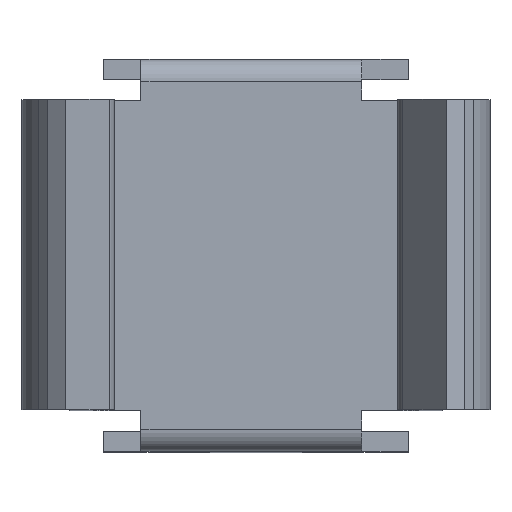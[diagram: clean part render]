
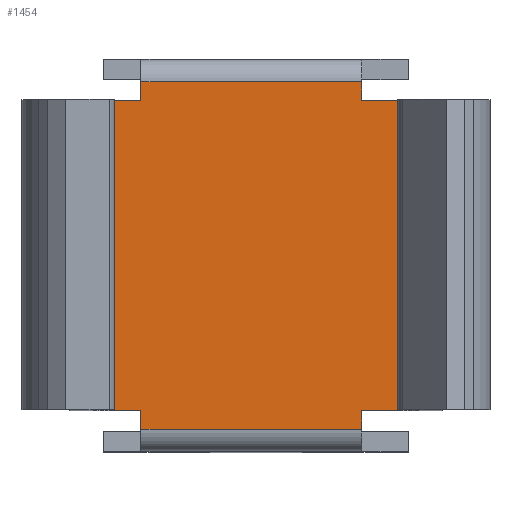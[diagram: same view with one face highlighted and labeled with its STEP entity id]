
A CAD part, top view. The second image highlights one B-rep face of the part: STEP entity #1454.
In plain terms, the highlighted planar face has unit normal (0, 0, 1).
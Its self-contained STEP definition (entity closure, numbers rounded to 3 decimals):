
#97=FACE_OUTER_BOUND('',#167,.T.);
#167=EDGE_LOOP('',(#1118,#1119,#1120,#1121,#1122,#1123,#1124,#1125,#1126,
#1127,#1128,#1129));
#267=LINE('',#2124,#439);
#271=LINE('',#2134,#443);
#274=LINE('',#2144,#446);
#280=LINE('',#2159,#452);
#283=LINE('',#2166,#455);
#303=LINE('',#2229,#475);
#347=LINE('',#2337,#519);
#348=LINE('',#2340,#520);
#349=LINE('',#2341,#521);
#350=LINE('',#2342,#522);
#351=LINE('',#2343,#523);
#352=LINE('',#2344,#524);
#439=VECTOR('',#1696,1000.);
#443=VECTOR('',#1708,1000.);
#446=VECTOR('',#1717,1000.);
#452=VECTOR('',#1729,1000.);
#455=VECTOR('',#1736,1000.);
#475=VECTOR('',#1782,1000.);
#519=VECTOR('',#1890,1000.);
#520=VECTOR('',#1895,1000.);
#521=VECTOR('',#1896,1000.);
#522=VECTOR('',#1897,1000.);
#523=VECTOR('',#1898,1000.);
#524=VECTOR('',#1899,1000.);
#604=VERTEX_POINT('',#2121);
#605=VERTEX_POINT('',#2123);
#606=VERTEX_POINT('',#2131);
#607=VERTEX_POINT('',#2133);
#610=VERTEX_POINT('',#2141);
#611=VERTEX_POINT('',#2143);
#616=VERTEX_POINT('',#2156);
#617=VERTEX_POINT('',#2158);
#619=VERTEX_POINT('',#2165);
#649=VERTEX_POINT('',#2227);
#680=VERTEX_POINT('',#2334);
#681=VERTEX_POINT('',#2336);
#748=EDGE_CURVE('',#604,#605,#267,.T.);
#754=EDGE_CURVE('',#607,#606,#271,.T.);
#759=EDGE_CURVE('',#611,#610,#274,.T.);
#767=EDGE_CURVE('',#616,#617,#280,.T.);
#771=EDGE_CURVE('',#607,#619,#283,.T.);
#803=EDGE_CURVE('',#616,#649,#303,.T.);
#858=EDGE_CURVE('',#681,#680,#347,.T.);
#860=EDGE_CURVE('',#680,#611,#348,.T.);
#861=EDGE_CURVE('',#610,#617,#349,.T.);
#862=EDGE_CURVE('',#619,#649,#350,.T.);
#863=EDGE_CURVE('',#605,#606,#351,.T.);
#864=EDGE_CURVE('',#681,#604,#352,.T.);
#1118=ORIENTED_EDGE('',*,*,#860,.T.);
#1119=ORIENTED_EDGE('',*,*,#759,.T.);
#1120=ORIENTED_EDGE('',*,*,#861,.T.);
#1121=ORIENTED_EDGE('',*,*,#767,.F.);
#1122=ORIENTED_EDGE('',*,*,#803,.T.);
#1123=ORIENTED_EDGE('',*,*,#862,.F.);
#1124=ORIENTED_EDGE('',*,*,#771,.F.);
#1125=ORIENTED_EDGE('',*,*,#754,.T.);
#1126=ORIENTED_EDGE('',*,*,#863,.F.);
#1127=ORIENTED_EDGE('',*,*,#748,.F.);
#1128=ORIENTED_EDGE('',*,*,#864,.F.);
#1129=ORIENTED_EDGE('',*,*,#858,.T.);
#1321=PLANE('',#1576);
#1454=ADVANCED_FACE('',(#97),#1321,.F.);
#1576=AXIS2_PLACEMENT_3D('',#2339,#1893,#1894);
#1696=DIRECTION('',(0.,-1.,0.));
#1708=DIRECTION('',(0.,-1.,0.));
#1717=DIRECTION('',(0.,1.,0.));
#1729=DIRECTION('',(0.,1.,0.));
#1736=DIRECTION('',(-1.,0.,0.));
#1782=DIRECTION('',(-1.,0.,0.));
#1890=DIRECTION('',(0.,1.,0.));
#1893=DIRECTION('center_axis',(0.,0.,-1.));
#1894=DIRECTION('ref_axis',(-1.,0.,0.));
#1895=DIRECTION('',(-1.,0.,0.));
#1896=DIRECTION('',(-1.,0.,0.));
#1897=DIRECTION('',(0.,1.,0.));
#1898=DIRECTION('',(-1.,0.,0.));
#1899=DIRECTION('',(-1.,0.,0.));
#2121=CARTESIAN_POINT('',(1.364,-2.,-2.638));
#2123=CARTESIAN_POINT('',(1.364,-2.242,-2.638));
#2124=CARTESIAN_POINT('',(1.364,-2.,-2.638));
#2131=CARTESIAN_POINT('',(-1.484,-2.242,-2.638));
#2133=CARTESIAN_POINT('',(-1.484,-2.,-2.638));
#2134=CARTESIAN_POINT('',(-1.484,-2.,-2.638));
#2141=CARTESIAN_POINT('',(1.364,2.242,-2.638));
#2143=CARTESIAN_POINT('',(1.364,2.,-2.638));
#2144=CARTESIAN_POINT('',(1.364,2.,-2.638));
#2156=CARTESIAN_POINT('',(-1.484,2.,-2.638));
#2158=CARTESIAN_POINT('',(-1.484,2.242,-2.638));
#2159=CARTESIAN_POINT('',(-1.484,2.,-2.638));
#2165=CARTESIAN_POINT('',(-1.894,-2.,-2.638));
#2166=CARTESIAN_POINT('',(1.894,-2.,-2.638));
#2227=CARTESIAN_POINT('',(-1.894,2.,-2.638));
#2229=CARTESIAN_POINT('',(-1.894,2.,-2.638));
#2334=CARTESIAN_POINT('',(1.894,2.,-2.638));
#2336=CARTESIAN_POINT('',(1.894,-2.,-2.638));
#2337=CARTESIAN_POINT('',(1.894,-2.,-2.638));
#2339=CARTESIAN_POINT('Origin',(-1.894,-2.,-2.638));
#2340=CARTESIAN_POINT('',(-1.894,2.,-2.638));
#2341=CARTESIAN_POINT('',(0.877,2.242,-2.638));
#2342=CARTESIAN_POINT('',(-1.894,-2.,-2.638));
#2343=CARTESIAN_POINT('',(0.877,-2.242,-2.638));
#2344=CARTESIAN_POINT('',(1.894,-2.,-2.638));
